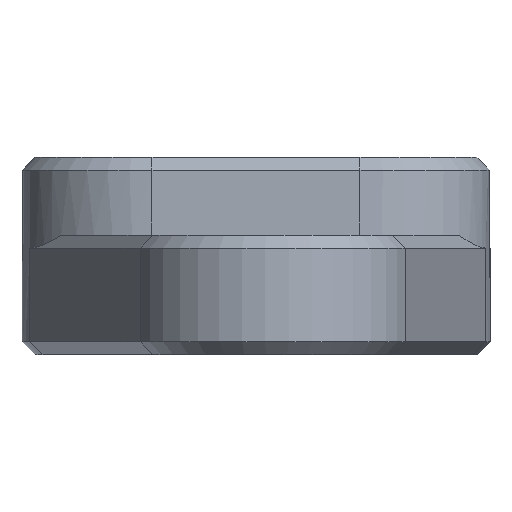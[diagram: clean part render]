
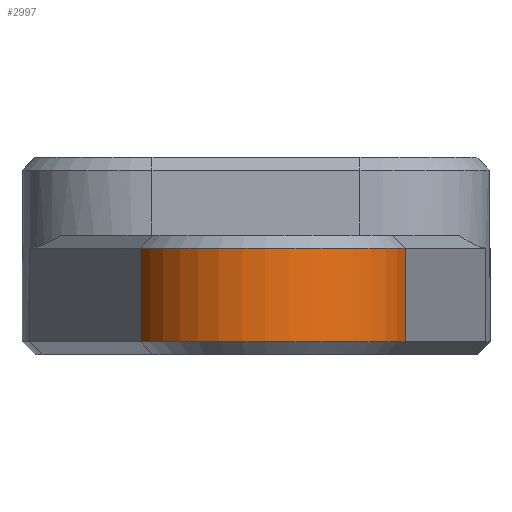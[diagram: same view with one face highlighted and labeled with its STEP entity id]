
A CAD part, front view. The second image highlights one B-rep face of the part: STEP entity #2997.
In plain terms, the highlighted cylindrical face has radius 5.35 mm (diameter 10.7 mm), a partial arc.
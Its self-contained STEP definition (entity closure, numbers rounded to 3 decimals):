
#142=CYLINDRICAL_SURFACE('',#3265,5.35);
#222=FACE_OUTER_BOUND('',#410,.T.);
#410=EDGE_LOOP('',(#2257,#2258,#2259,#2260));
#657=LINE('',#4792,#961);
#659=LINE('',#4796,#963);
#961=VECTOR('',#3805,10.);
#963=VECTOR('',#3809,10.);
#1233=CIRCLE('',#3262,5.35);
#1234=CIRCLE('',#3266,5.35);
#1421=VERTEX_POINT('',#4781);
#1422=VERTEX_POINT('',#4785);
#1423=VERTEX_POINT('',#4791);
#1424=VERTEX_POINT('',#4795);
#1730=EDGE_CURVE('',#1421,#1422,#1233,.T.);
#1732=EDGE_CURVE('',#1423,#1422,#657,.T.);
#1734=EDGE_CURVE('',#1424,#1421,#659,.T.);
#1735=EDGE_CURVE('',#1423,#1424,#1234,.T.);
#2257=ORIENTED_EDGE('',*,*,#1730,.F.);
#2258=ORIENTED_EDGE('',*,*,#1734,.F.);
#2259=ORIENTED_EDGE('',*,*,#1735,.F.);
#2260=ORIENTED_EDGE('',*,*,#1732,.T.);
#2997=ADVANCED_FACE('',(#222),#142,.T.);
#3262=AXIS2_PLACEMENT_3D('',#4787,#3798,#3799);
#3265=AXIS2_PLACEMENT_3D('',#4794,#3807,#3808);
#3266=AXIS2_PLACEMENT_3D('',#4797,#3810,#3811);
#3798=DIRECTION('center_axis',(0.,0.,
1.));
#3799=DIRECTION('ref_axis',(1.,0.,0.));
#3805=DIRECTION('',(0.,0.,1.));
#3807=DIRECTION('center_axis',(0.,0.,1.));
#3808=DIRECTION('ref_axis',(1.,0.,0.));
#3809=DIRECTION('',(0.,0.,1.));
#3810=DIRECTION('center_axis',(0.,0.,
-1.));
#3811=DIRECTION('ref_axis',(1.,0.,0.));
#4781=CARTESIAN_POINT('',(-36.26,191.142,-50.096));
#4785=CARTESIAN_POINT('',(-26.059,191.595,-50.096));
#4787=CARTESIAN_POINT('Origin',(-31.23,192.964,-50.096));
#4791=CARTESIAN_POINT('',(-26.059,191.595,-53.696));
#4792=CARTESIAN_POINT('',(-26.059,191.595,-54.196));
#4794=CARTESIAN_POINT('Origin',(-31.23,192.964,-54.196));
#4795=CARTESIAN_POINT('',(-36.26,191.142,-53.696));
#4796=CARTESIAN_POINT('',(-36.26,191.142,-54.196));
#4797=CARTESIAN_POINT('Origin',(-31.23,192.964,-53.696));
